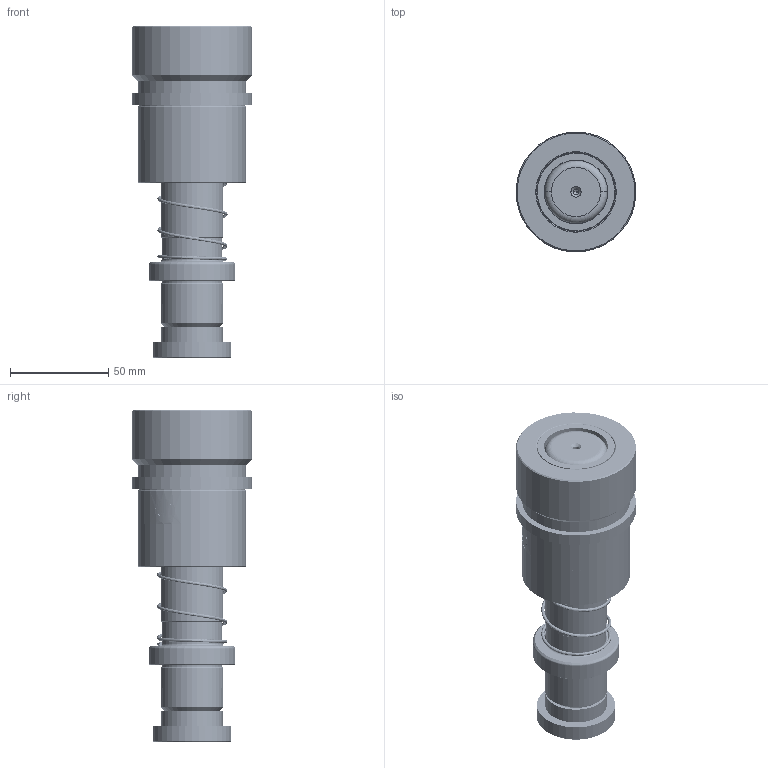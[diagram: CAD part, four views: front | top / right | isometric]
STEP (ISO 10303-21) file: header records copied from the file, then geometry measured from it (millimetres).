
FILE_DESCRIPTION (( 'STEP AP214' ), '1' );
FILE_NAME ('HTSH(HTJH)-D32-L130(BL-80).STEP', '2021-09-03T02:53:19', ( '' ), ( '' ), 'SwSTEP 2.0', 'SolidWorks 2016', '' );
FILE_SCHEMA (( 'AUTOMOTIVE_DESIGN' ));
Length unit declared in the file: millimetre
Products named in the file (309): BALL-D4; DRP蹟簽D32; TRP-D32-L130; HTSH(HTJH)-D32-L130(BL-80); TRB32-40-40; HWP-D35.7-d32.5-L70; BSH-39.5-32.5-L75; BSH-D39.5-32.5-L75郪蚾
Assembly tree (303 placements, depth 3):
  BALL-D4
  BALL-D4
  BALL-D4
  BALL-D4
  BALL-D4
Bounding box: 60.98 x 60.98 x 169 mm (x, y, z)
Volume: 273669 mm3; surface area: 99829.3 mm2
Topology: 299 solids, 299 shells, 1310 faces, 5667 edges, 3766 vertices
Faces by surface type: sphere 1176, cylinder 46, cone 34, plane 26, torus 14, bspline 14
Entity records: 60331 total; most frequent: CARTESIAN_POINT 36028, ORIENTED_EDGE 4260, DIRECTION 3632, EDGE_CURVE 2130, AXIS2_PLACEMENT_3D 1757, VERTEX_POINT 1402, EDGE_LOOP 1302, B_SPLINE_CURVE_WITH_KNOTS 1277
